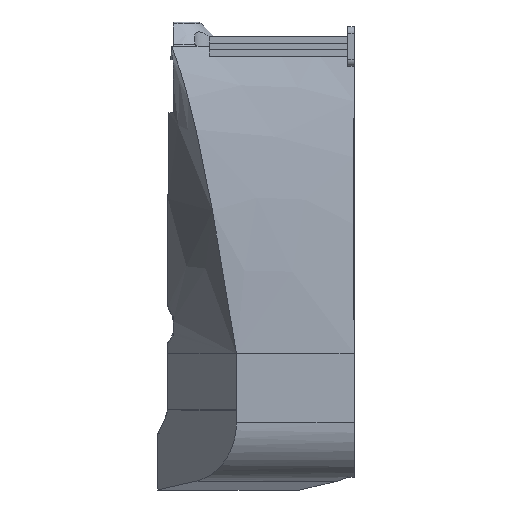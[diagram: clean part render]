
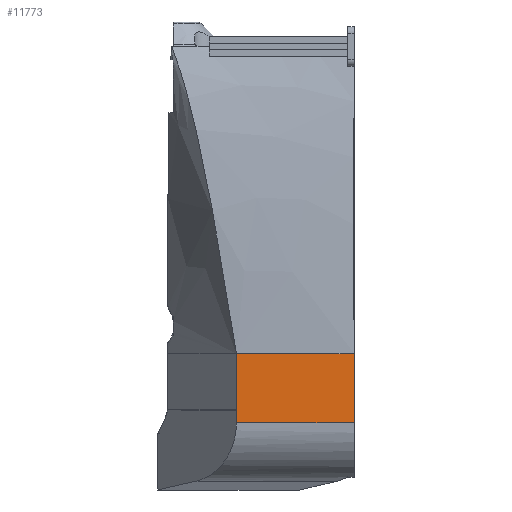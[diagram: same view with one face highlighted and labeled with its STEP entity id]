
A CAD part, front view. The second image highlights one B-rep face of the part: STEP entity #11773.
In plain terms, the highlighted planar face has unit normal (0, -1, 0).
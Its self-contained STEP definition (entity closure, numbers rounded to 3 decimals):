
#56 = B_SPLINE_CURVE_WITH_KNOTS ( 'NONE', 3,
 ( #7254, #15888, #2534, #14106 ),
 .UNSPECIFIED., .F., .F.,
 ( 4, 4 ),
 ( 0., 1. ),
 .UNSPECIFIED. ) ;
#579 = DIRECTION ( 'NONE',  ( 0., 0., -1. ) ) ;
#691 = PLANE ( 'NONE',  #11041 ) ;
#1469 = EDGE_CURVE ( 'NONE', #2369, #20875, #2173, .T. ) ;
#2054 = CARTESIAN_POINT ( 'NONE',  ( 27.4, -30.69, 4.484 ) ) ;
#2173 = B_SPLINE_CURVE_WITH_KNOTS ( 'NONE', 3,
 ( #11676, #18425, #20101, #15043 ),
 .UNSPECIFIED., .F., .F.,
 ( 4, 4 ),
 ( 0., 1. ),
 .UNSPECIFIED. ) ;
#2270 = CARTESIAN_POINT ( 'NONE',  ( -8., -30.69, 11.396 ) ) ;
#2369 = VERTEX_POINT ( 'NONE', #13130 ) ;
#2534 = CARTESIAN_POINT ( 'NONE',  ( 27.4, -30.69, 13.001 ) ) ;
#2573 = CARTESIAN_POINT ( 'NONE',  ( 27.4, -30.69, 2.558 ) ) ;
#2874 = CARTESIAN_POINT ( 'NONE',  ( 9.563, -30.69, 4.495 ) ) ;
#2888 = B_SPLINE_CURVE_WITH_KNOTS ( 'NONE', 3,
 ( #21775, #9755, #8069, #16493 ),
 .UNSPECIFIED., .F., .F.,
 ( 4, 4 ),
 ( 0., 1. ),
 .UNSPECIFIED. ) ;
#2957 = LINE ( 'NONE', #3067, #21804 ) ;
#3067 = CARTESIAN_POINT ( 'NONE',  ( 27.4, -30.69, 39.504 ) ) ;
#3380 = ORIENTED_EDGE ( 'NONE', *, *, #1469, .T. ) ;
#3414 = CARTESIAN_POINT ( 'NONE',  ( 22.618, -30.69, 13. ) ) ;
#3470 = VERTEX_POINT ( 'NONE', #11761 ) ;
#3565 = DIRECTION ( 'NONE',  ( 0., 0., -1. ) ) ;
#3893 = ORIENTED_EDGE ( 'NONE', *, *, #4057, .T. ) ;
#4057 = EDGE_CURVE ( 'NONE', #18639, #21927, #2888, .T. ) ;
#4278 = FACE_OUTER_BOUND ( 'NONE', #16663, .T. ) ;
#4440 = ORIENTED_EDGE ( 'NONE', *, *, #7374, .T. ) ;
#4488 = ORIENTED_EDGE ( 'NONE', *, *, #15830, .F. ) ;
#4903 = DIRECTION ( 'NONE',  ( -1., 0., 0. ) ) ;
#6485 = CARTESIAN_POINT ( 'NONE',  ( -8., -30.69, 2.558 ) ) ;
#6941 = CARTESIAN_POINT ( 'NONE',  ( 9.565, -30.69, 2.896 ) ) ;
#7165 = LINE ( 'NONE', #6941, #7862 ) ;
#7254 = CARTESIAN_POINT ( 'NONE',  ( 27.4, -30.69, 13.002 ) ) ;
#7282 = VERTEX_POINT ( 'NONE', #20606 ) ;
#7374 = EDGE_CURVE ( 'NONE', #20875, #12064, #14530, .T. ) ;
#7578 = CARTESIAN_POINT ( 'NONE',  ( 18.267, -30.69, 12.998 ) ) ;
#7597 = VERTEX_POINT ( 'NONE', #2054 ) ;
#7862 = VECTOR ( 'NONE', #3565, 1000. ) ;
#8069 = CARTESIAN_POINT ( 'NONE',  ( 9.565, -30.69, 4.481 ) ) ;
#9144 = CARTESIAN_POINT ( 'NONE',  ( 9.563, -30.69, 12.995 ) ) ;
#9584 = CARTESIAN_POINT ( 'NONE',  ( 27.4, -30.69, 2.558 ) ) ;
#9755 = CARTESIAN_POINT ( 'NONE',  ( 9.565, -30.69, 4.488 ) ) ;
#10448 = CARTESIAN_POINT ( 'NONE',  ( 9.565, -30.69, 4.473 ) ) ;
#10733 = ORIENTED_EDGE ( 'NONE', *, *, #15780, .F. ) ;
#11041 = AXIS2_PLACEMENT_3D ( 'NONE', #2270, #21361, #579 ) ;
#11048 = CARTESIAN_POINT ( 'NONE',  ( 22.618, -30.69, 13. ) ) ;
#11628 = EDGE_CURVE ( 'NONE', #7282, #7597, #2957, .T. ) ;
#11637 = LINE ( 'NONE', #6485, #15052 ) ;
#11676 = CARTESIAN_POINT ( 'NONE',  ( 27.4, -30.69, 13.002 ) ) ;
#11761 = CARTESIAN_POINT ( 'NONE',  ( 9.565, -30.69, 2.558 ) ) ;
#11773 = ADVANCED_FACE ( 'NONE', ( #4278 ), #691, .T. ) ;
#11873 = DIRECTION ( 'NONE',  ( 0., 0., -1. ) ) ;
#12064 = VERTEX_POINT ( 'NONE', #16800 ) ;
#13130 = CARTESIAN_POINT ( 'NONE',  ( 27.4, -30.69, 13.002 ) ) ;
#13401 = EDGE_CURVE ( 'NONE', #17610, #3470, #11637, .T. ) ;
#14106 = CARTESIAN_POINT ( 'NONE',  ( 27.4, -30.69, 13. ) ) ;
#14235 = ORIENTED_EDGE ( 'NONE', *, *, #20729, .T. ) ;
#14414 = ORIENTED_EDGE ( 'NONE', *, *, #19914, .T. ) ;
#14530 = B_SPLINE_CURVE_WITH_KNOTS ( 'NONE', 3,
 ( #11048, #7578, #19381, #9144 ),
 .UNSPECIFIED., .F., .F.,
 ( 4, 4 ),
 ( 0., 1. ),
 .UNSPECIFIED. ) ;
#15027 = CARTESIAN_POINT ( 'NONE',  ( 9.565, -30.69, 8.745 ) ) ;
#15043 = CARTESIAN_POINT ( 'NONE',  ( 22.618, -30.69, 13. ) ) ;
#15052 = VECTOR ( 'NONE', #4903, 1000. ) ;
#15085 = DIRECTION ( 'NONE',  ( 0., 0., -1. ) ) ;
#15780 = EDGE_CURVE ( 'NONE', #2369, #7282, #56, .T. ) ;
#15830 = EDGE_CURVE ( 'NONE', #7597, #17610, #16780, .T. ) ;
#15888 = CARTESIAN_POINT ( 'NONE',  ( 27.4, -30.69, 13.001 ) ) ;
#16493 = CARTESIAN_POINT ( 'NONE',  ( 9.565, -30.69, 4.473 ) ) ;
#16663 = EDGE_LOOP ( 'NONE', ( #4488, #20883, #10733, #3380, #4440, #14414, #3893, #14235, #19204 ) ) ;
#16780 = LINE ( 'NONE', #9584, #18339 ) ;
#16800 = CARTESIAN_POINT ( 'NONE',  ( 9.563, -30.69, 12.995 ) ) ;
#17610 = VERTEX_POINT ( 'NONE', #2573 ) ;
#18252 = VECTOR ( 'NONE', #11873, 1000. ) ;
#18339 = VECTOR ( 'NONE', #15085, 1000. ) ;
#18409 = LINE ( 'NONE', #15027, #18252 ) ;
#18425 = CARTESIAN_POINT ( 'NONE',  ( 25.806, -30.69, 13.001 ) ) ;
#18639 = VERTEX_POINT ( 'NONE', #2874 ) ;
#18671 = DIRECTION ( 'NONE',  ( 0., 0., -1. ) ) ;
#19204 = ORIENTED_EDGE ( 'NONE', *, *, #13401, .F. ) ;
#19381 = CARTESIAN_POINT ( 'NONE',  ( 13.916, -30.69, 12.997 ) ) ;
#19914 = EDGE_CURVE ( 'NONE', #12064, #18639, #18409, .T. ) ;
#20101 = CARTESIAN_POINT ( 'NONE',  ( 24.212, -30.69, 13.001 ) ) ;
#20606 = CARTESIAN_POINT ( 'NONE',  ( 27.4, -30.69, 13. ) ) ;
#20729 = EDGE_CURVE ( 'NONE', #21927, #3470, #7165, .T. ) ;
#20875 = VERTEX_POINT ( 'NONE', #3414 ) ;
#20883 = ORIENTED_EDGE ( 'NONE', *, *, #11628, .F. ) ;
#21361 = DIRECTION ( 'NONE',  ( 0., -1., 0. ) ) ;
#21775 = CARTESIAN_POINT ( 'NONE',  ( 9.563, -30.69, 4.495 ) ) ;
#21804 = VECTOR ( 'NONE', #18671, 1000. ) ;
#21927 = VERTEX_POINT ( 'NONE', #10448 ) ;
